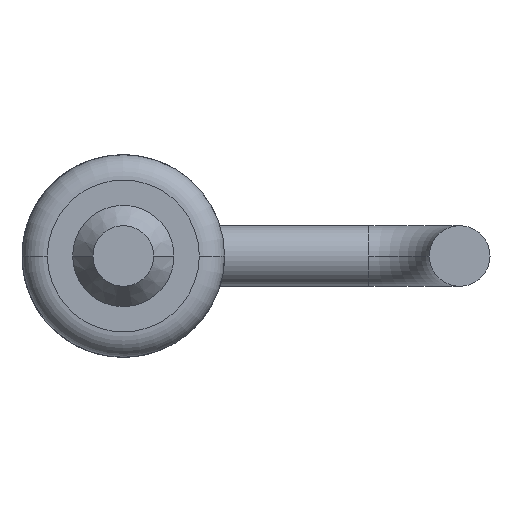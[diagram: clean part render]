
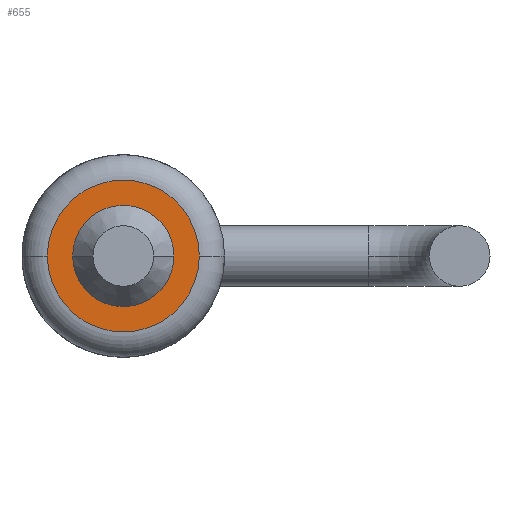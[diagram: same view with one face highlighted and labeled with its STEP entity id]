
A CAD part, front view. The second image highlights one B-rep face of the part: STEP entity #655.
In plain terms, the highlighted planar face has unit normal (0, -1, 0).
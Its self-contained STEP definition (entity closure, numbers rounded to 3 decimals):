
#288 = EDGE_CURVE ( 'NONE', #4007, #1514, #437, .T. ) ;
#354 = ORIENTED_EDGE ( 'NONE', *, *, #4433, .F. ) ;
#424 = EDGE_CURVE ( 'NONE', #4012, #3614, #2330, .T. ) ;
#437 = CIRCLE ( 'NONE', #2534, 0.574 ) ;
#547 = CARTESIAN_POINT ( 'NONE',  ( 0.382, 1.21, 0. ) ) ;
#655 = ADVANCED_FACE ( 'NONE', ( #4027, #3979 ), #671, .F. ) ;
#671 = PLANE ( 'NONE',  #3130 ) ;
#919 = CARTESIAN_POINT ( 'NONE',  ( -0.383, 1.21, 0. ) ) ;
#1193 = DIRECTION ( 'NONE',  ( 1., 0., 0. ) ) ;
#1440 = CARTESIAN_POINT ( 'NONE',  ( -0.574, 1.21, 0. ) ) ;
#1514 = VERTEX_POINT ( 'NONE', #4583 ) ;
#1656 = EDGE_CURVE ( 'NONE', #1514, #4007, #3163, .T. ) ;
#1943 = ORIENTED_EDGE ( 'NONE', *, *, #424, .F. ) ;
#2019 = AXIS2_PLACEMENT_3D ( 'NONE', #2160, #2673, #1193 ) ;
#2086 = DIRECTION ( 'NONE',  ( 0., -1., 0. ) ) ;
#2137 = EDGE_LOOP ( 'NONE', ( #354, #1943 ) ) ;
#2160 = CARTESIAN_POINT ( 'NONE',  ( 0., 1.21, 0. ) ) ;
#2178 = DIRECTION ( 'NONE',  ( -1., 0., 0. ) ) ;
#2330 = CIRCLE ( 'NONE', #2019, 0.382 ) ;
#2495 = DIRECTION ( 'NONE',  ( 0., -1., 0. ) ) ;
#2530 = CARTESIAN_POINT ( 'NONE',  ( 0., 1.21, 0. ) ) ;
#2534 = AXIS2_PLACEMENT_3D ( 'NONE', #3183, #2086, #2836 ) ;
#2673 = DIRECTION ( 'NONE',  ( 0., -1., 0. ) ) ;
#2770 = EDGE_LOOP ( 'NONE', ( #4250, #4109 ) ) ;
#2836 = DIRECTION ( 'NONE',  ( 1., 0., 0. ) ) ;
#2860 = DIRECTION ( 'NONE',  ( 0., -1., 0. ) ) ;
#3093 = CARTESIAN_POINT ( 'NONE',  ( -0.574, 1.21, 0. ) ) ;
#3130 = AXIS2_PLACEMENT_3D ( 'NONE', #1440, #4735, #2178 ) ;
#3163 = CIRCLE ( 'NONE', #4573, 0.574 ) ;
#3183 = CARTESIAN_POINT ( 'NONE',  ( 0., 1.21, 0. ) ) ;
#3261 = DIRECTION ( 'NONE',  ( 1., 0., 0. ) ) ;
#3293 = CIRCLE ( 'NONE', #3822, 0.382 ) ;
#3614 = VERTEX_POINT ( 'NONE', #547 ) ;
#3822 = AXIS2_PLACEMENT_3D ( 'NONE', #4342, #2495, #3976 ) ;
#3976 = DIRECTION ( 'NONE',  ( 1., 0., 0. ) ) ;
#3979 = FACE_OUTER_BOUND ( 'NONE', #2770, .T. ) ;
#4007 = VERTEX_POINT ( 'NONE', #3093 ) ;
#4012 = VERTEX_POINT ( 'NONE', #919 ) ;
#4027 = FACE_BOUND ( 'NONE', #2137, .T. ) ;
#4109 = ORIENTED_EDGE ( 'NONE', *, *, #288, .T. ) ;
#4250 = ORIENTED_EDGE ( 'NONE', *, *, #1656, .T. ) ;
#4342 = CARTESIAN_POINT ( 'NONE',  ( 0., 1.21, 0. ) ) ;
#4433 = EDGE_CURVE ( 'NONE', #3614, #4012, #3293, .T. ) ;
#4573 = AXIS2_PLACEMENT_3D ( 'NONE', #2530, #2860, #3261 ) ;
#4583 = CARTESIAN_POINT ( 'NONE',  ( 0.574, 1.21, 0. ) ) ;
#4735 = DIRECTION ( 'NONE',  ( 0., 1., 0. ) ) ;
